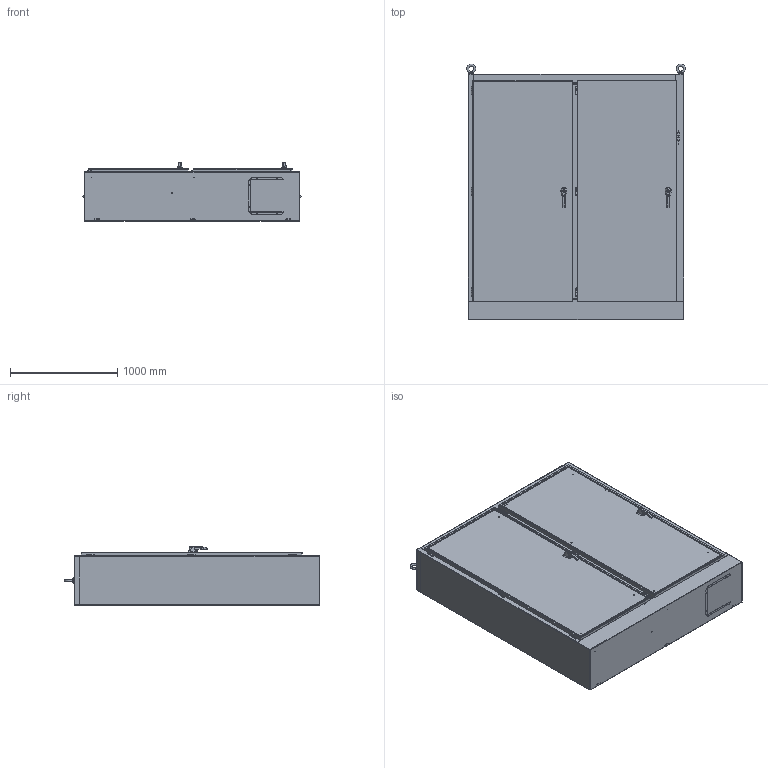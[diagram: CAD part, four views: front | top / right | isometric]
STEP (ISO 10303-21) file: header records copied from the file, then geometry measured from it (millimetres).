
FILE_DESCRIPTION (( 'STEP AP214' ), '1' );
FILE_NAME ('2UHD907918N4SS.STEP', '2019-07-26T18:42:04', ( '' ), ( '' ), 'SwSTEP 2.0', 'SolidWorks 2018', '' );
FILE_SCHEMA (( 'AUTOMOTIVE_DESIGN' ));
Length unit declared in the file: inch
Products named in the file (1): 2UHD907918N4SS
Bounding box: 2036.51 x 2382.39 x 545.22 mm (x, y, z)
Volume: 88614041.7 mm3; surface area: 39958362.6 mm2
Topology: 223 solids, 225 shells, 3338 faces, 7924 edges, 5097 vertices
Faces by surface type: plane 1961, cylinder 990, bspline 231, cone 145, torus 11
Full cylindrical faces by diameter (mm): 3.68 x4, 3.81 x4, 3.967 x4, 4.249 x2, 4.394 x2, 4.75 x5, 4.775 x2, 4.801 x2, 4.826 x4, 4.928 x1, 4.976 x13, 4.978 x3, 5.08 x2, 5.105 x6, 5.537 x8, 5.842 x2, 5.893 x2, 5.918 x2, 6.248 x8, 6.35 x46, 6.477 x6, 6.528 x10, 6.731 x2, 6.756 x3, 7.112 x10, 7.137 x13, 7.163 x4, 7.366 x2, 7.442 x6, 7.805 x9
Entity records: 161316 total; most frequent: CARTESIAN_POINT 41927, DIRECTION 14739, ORIENTED_EDGE 14564, EDGE_CURVE 7282, AXIS2_PLACEMENT_3D 5213, VERTEX_POINT 5058, EDGE_LOOP 4430, VECTOR 4313
